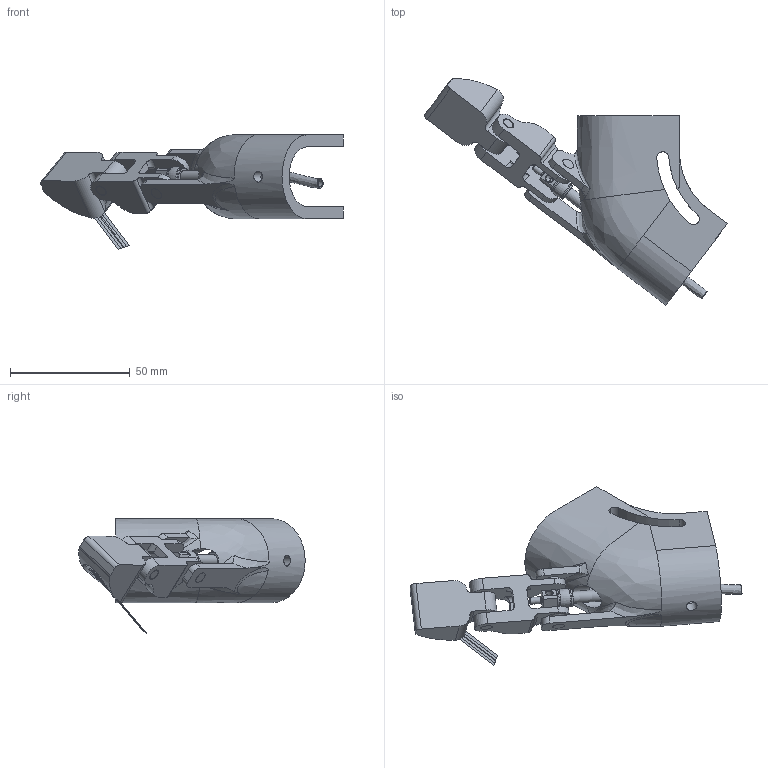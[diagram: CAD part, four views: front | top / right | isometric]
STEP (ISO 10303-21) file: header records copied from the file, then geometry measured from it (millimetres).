
FILE_DESCRIPTION(/* description */ ('STEP AP242','CAx-IF Rec.Pracs.---Representation and Presentation of Product Manufacturing Information (PMI)---4.0---2014-10-13','CAx-IF Rec.Pracs.---3D Tessellated Geometry---0.4---2014-09-14','2;1'),/* implementation_level */ '2;1');
FILE_NAME(/* name */ '6556f238eb306a5827bf26fa',/* time_stamp */ '2023-11-17T04:55:21Z',/* author */ (''),/* organization */ (''),/* preprocessor_version */ 'ST-DEVELOPER v19.4',/* originating_system */ ' ',/* authorisation */ ' ');
FILE_SCHEMA (('AP242_MANAGED_MODEL_BASED_3D_ENGINEERING_MIM_LF { 1 0 10303 442 1 1 4 }'));
Length unit declared in the file: metre
Products named in the file (11): Pulgar; Part 1; Part 2; Part 6; Part 4; Part 8; Part 7
Assembly tree (10 placements, depth 2):
  Pulgar
    Part 1
    Part 2
    Part 1
    Part 1
    Part 6
    Part 1
    Part 4
    Part 8
    Part 7
    Part 1
Bounding box: 126.16 x 94.36 x 47.75 mm (x, y, z)
Volume: 50469.7 mm3; surface area: 27224.8 mm2
Topology: 10 solids, 10 shells, 358 faces, 968 edges, 629 vertices
Faces by surface type: plane 159, cylinder 152, torus 20, bspline 19, cone 8
Full cylindrical faces by diameter (mm): 1.25 x1, 2.1 x4, 2.8 x2, 2.998 x2, 3 x2, 3.43 x2, 3.5 x1, 4 x1, 4.45 x1, 4.5 x1, 4.9 x1, 5 x7, 10 x1
Entity records: 14872 total; most frequent: CARTESIAN_POINT 5412, DIRECTION 1789, ORIENTED_EDGE 1784, EDGE_CURVE 892, AXIS2_PLACEMENT_3D 659, VERTEX_POINT 615, LINE 471, VECTOR 471
